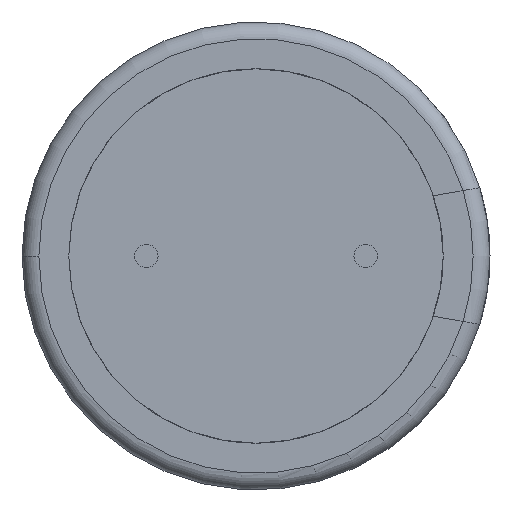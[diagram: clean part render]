
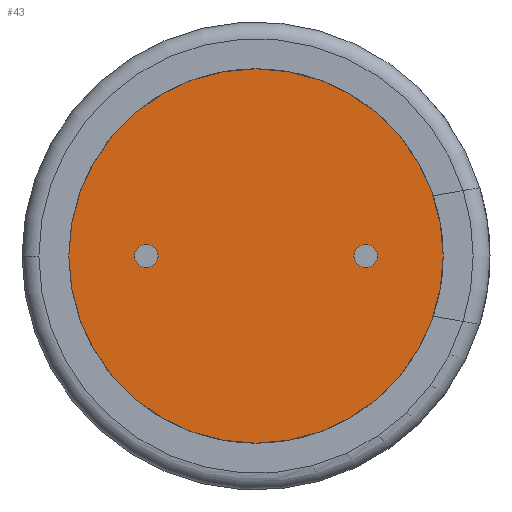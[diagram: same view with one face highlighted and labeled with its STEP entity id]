
A CAD part, front view. The second image highlights one B-rep face of the part: STEP entity #43.
In plain terms, the highlighted planar face has unit normal (0, -1, 0).
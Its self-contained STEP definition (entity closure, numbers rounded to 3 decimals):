
#18 = ORIENTED_EDGE ( 'NONE', *, *, #612, .F. ) ;
#43 = ADVANCED_FACE ( 'NONE', ( #1253, #1057, #687 ), #332, .F. ) ;
#55 = DIRECTION ( 'NONE',  ( -1., 0., 0. ) ) ;
#64 = VERTEX_POINT ( 'NONE', #740 ) ;
#70 = AXIS2_PLACEMENT_3D ( 'NONE', #1391, #334, #991 ) ;
#171 = EDGE_LOOP ( 'NONE', ( #1091, #530 ) ) ;
#178 = CARTESIAN_POINT ( 'NONE',  ( 0., 0., 0. ) ) ;
#198 = DIRECTION ( 'NONE',  ( 0., 1., 0. ) ) ;
#217 = EDGE_LOOP ( 'NONE', ( #18, #1637 ) ) ;
#278 = EDGE_CURVE ( 'NONE', #2654, #1925, #1808, .T. ) ;
#283 = EDGE_CURVE ( 'NONE', #1925, #2654, #2078, .T. ) ;
#312 = AXIS2_PLACEMENT_3D ( 'NONE', #1812, #2232, #976 ) ;
#332 = PLANE ( 'NONE',  #312 ) ;
#334 = DIRECTION ( 'NONE',  ( 0., -1., 0. ) ) ;
#339 = EDGE_CURVE ( 'NONE', #64, #1955, #2419, .T. ) ;
#378 = CARTESIAN_POINT ( 'NONE',  ( 0., 0., 0. ) ) ;
#530 = ORIENTED_EDGE ( 'NONE', *, *, #283, .F. ) ;
#612 = EDGE_CURVE ( 'NONE', #627, #1146, #1051, .T. ) ;
#627 = VERTEX_POINT ( 'NONE', #1739 ) ;
#651 = CARTESIAN_POINT ( 'NONE',  ( 3.75, 0., -0.4 ) ) ;
#687 = FACE_OUTER_BOUND ( 'NONE', #924, .T. ) ;
#740 = CARTESIAN_POINT ( 'NONE',  ( 6.4, 0., 0. ) ) ;
#774 = DIRECTION ( 'NONE',  ( -1., 0., 0. ) ) ;
#819 = CARTESIAN_POINT ( 'NONE',  ( -6.4, 0., 0. ) ) ;
#924 = EDGE_LOOP ( 'NONE', ( #2440, #1348 ) ) ;
#976 = DIRECTION ( 'NONE',  ( -1., 0., 0. ) ) ;
#991 = DIRECTION ( 'NONE',  ( -1., 0., 0. ) ) ;
#1051 = CIRCLE ( 'NONE', #2189, 0.4 ) ;
#1057 = FACE_BOUND ( 'NONE', #217, .T. ) ;
#1058 = AXIS2_PLACEMENT_3D ( 'NONE', #378, #198, #2306 ) ;
#1091 = ORIENTED_EDGE ( 'NONE', *, *, #278, .F. ) ;
#1111 = CIRCLE ( 'NONE', #2047, 6.4 ) ;
#1146 = VERTEX_POINT ( 'NONE', #651 ) ;
#1221 = CARTESIAN_POINT ( 'NONE',  ( -3.75, 0., 0. ) ) ;
#1253 = FACE_BOUND ( 'NONE', #171, .T. ) ;
#1306 = DIRECTION ( 'NONE',  ( 0., -1., 0. ) ) ;
#1328 = DIRECTION ( 'NONE',  ( -1., 0., 0. ) ) ;
#1348 = ORIENTED_EDGE ( 'NONE', *, *, #339, .F. ) ;
#1391 = CARTESIAN_POINT ( 'NONE',  ( -3.75, 0., 0. ) ) ;
#1454 = EDGE_CURVE ( 'NONE', #1146, #627, #2664, .T. ) ;
#1534 = CARTESIAN_POINT ( 'NONE',  ( 3.75, 0., 0. ) ) ;
#1555 = DIRECTION ( 'NONE',  ( 0., -1., 0. ) ) ;
#1574 = CARTESIAN_POINT ( 'NONE',  ( -3.75, 0., 0.4 ) ) ;
#1627 = DIRECTION ( 'NONE',  ( 0., -1., 0. ) ) ;
#1637 = ORIENTED_EDGE ( 'NONE', *, *, #1454, .F. ) ;
#1654 = DIRECTION ( 'NONE',  ( 0., 1., 0. ) ) ;
#1683 = CARTESIAN_POINT ( 'NONE',  ( -3.75, 0., -0.4 ) ) ;
#1739 = CARTESIAN_POINT ( 'NONE',  ( 3.75, 0., 0.4 ) ) ;
#1754 = EDGE_CURVE ( 'NONE', #1955, #64, #1111, .T. ) ;
#1808 = CIRCLE ( 'NONE', #1957, 0.4 ) ;
#1812 = CARTESIAN_POINT ( 'NONE',  ( 0., 0., 0. ) ) ;
#1925 = VERTEX_POINT ( 'NONE', #1683 ) ;
#1955 = VERTEX_POINT ( 'NONE', #819 ) ;
#1957 = AXIS2_PLACEMENT_3D ( 'NONE', #1221, #1627, #774 ) ;
#2047 = AXIS2_PLACEMENT_3D ( 'NONE', #178, #1654, #2706 ) ;
#2078 = CIRCLE ( 'NONE', #70, 0.4 ) ;
#2165 = CARTESIAN_POINT ( 'NONE',  ( 3.75, 0., 0. ) ) ;
#2189 = AXIS2_PLACEMENT_3D ( 'NONE', #2165, #1555, #55 ) ;
#2232 = DIRECTION ( 'NONE',  ( 0., 1., 0. ) ) ;
#2306 = DIRECTION ( 'NONE',  ( -1., 0., 0. ) ) ;
#2399 = AXIS2_PLACEMENT_3D ( 'NONE', #1534, #1306, #1328 ) ;
#2419 = CIRCLE ( 'NONE', #1058, 6.4 ) ;
#2440 = ORIENTED_EDGE ( 'NONE', *, *, #1754, .F. ) ;
#2654 = VERTEX_POINT ( 'NONE', #1574 ) ;
#2664 = CIRCLE ( 'NONE', #2399, 0.4 ) ;
#2706 = DIRECTION ( 'NONE',  ( -1., 0., 0. ) ) ;
